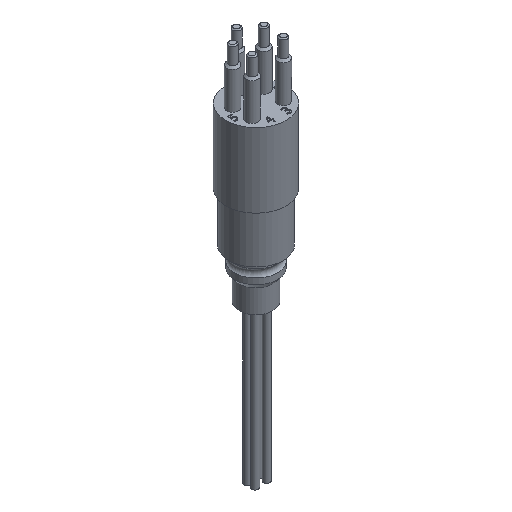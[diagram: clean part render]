
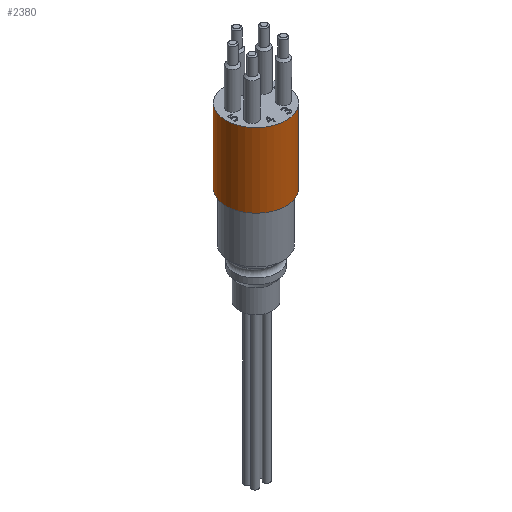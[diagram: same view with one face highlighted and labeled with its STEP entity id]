
A CAD part, isometric view. The second image highlights one B-rep face of the part: STEP entity #2380.
In plain terms, the highlighted cylindrical face has radius 7.75 mm (diameter 15.5 mm), a full revolution.
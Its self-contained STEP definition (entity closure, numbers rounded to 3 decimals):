
#44=CYLINDRICAL_SURFACE($,#2528,7.75);
#45=CIRCLE($,#2437,7.75);
#91=CIRCLE($,#2529,7.75);
#360=FACE_OUTER_BOUND($,#609,.T.);
#416=FACE_BOUND($,#610,.T.);
#609=EDGE_LOOP($,(#2132));
#610=EDGE_LOOP($,(#2133));
#1150=VERTEX_POINT($,#4250);
#1196=VERTEX_POINT($,#4388);
#1464=EDGE_CURVE($,#1150,#1150,#45,.T.);
#1510=EDGE_CURVE($,#1196,#1196,#91,.T.);
#2132=ORIENTED_EDGE($,*,*,#1464,.T.);
#2133=ORIENTED_EDGE($,*,*,#1510,.F.);
#2380=ADVANCED_FACE($,(#360,#416),#44,.T.);
#2437=AXIS2_PLACEMENT_3D($,#4251,#2815,#2816);
#2528=AXIS2_PLACEMENT_3D($,#4387,#2997,#2998);
#2529=AXIS2_PLACEMENT_3D($,#4389,#2999,#3000);
#2815=DIRECTION('center_axis',(0.,0.,-1.));
#2816=DIRECTION('ref_axis',(-1.,0.,0.));
#2997=DIRECTION('center_axis',(0.,0.,1.));
#2998=DIRECTION('ref_axis',(-1.,0.,0.));
#2999=DIRECTION('center_axis',(0.,0.,-1.));
#3000=DIRECTION('ref_axis',(-1.,0.,0.));
#4250=CARTESIAN_POINT('',(7.75,0.,19.));
#4251=CARTESIAN_POINT('Origin',(0.,0.,19.));
#4387=CARTESIAN_POINT('Origin',(0.,0.,0.));
#4388=CARTESIAN_POINT('',(7.75,0.,0.));
#4389=CARTESIAN_POINT('Origin',(0.,0.,0.));
